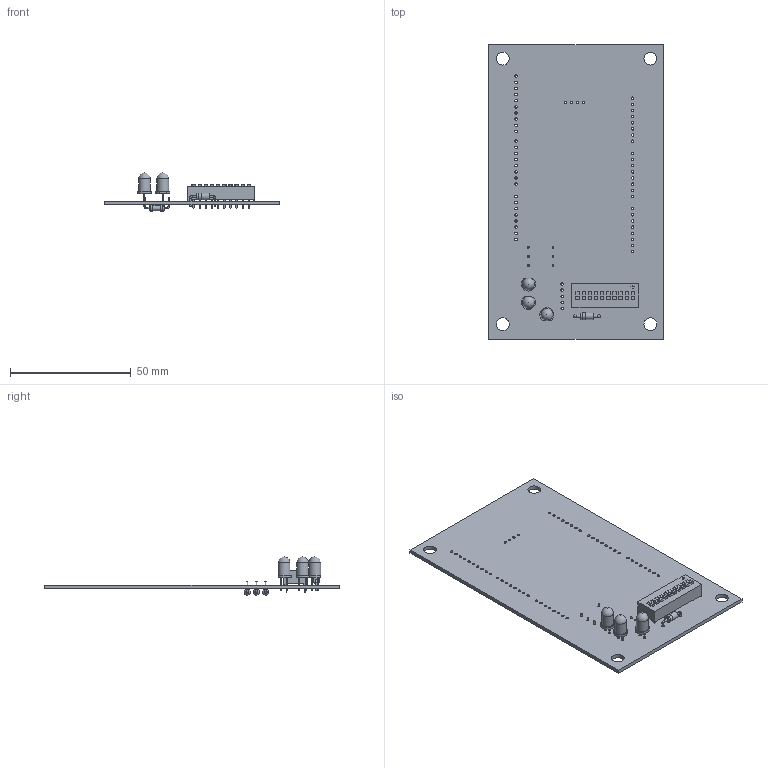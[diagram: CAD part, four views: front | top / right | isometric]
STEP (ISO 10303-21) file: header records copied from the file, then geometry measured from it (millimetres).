
FILE_DESCRIPTION(('KiCad electronic assembly'),'2;1');
FILE_NAME('sumitomo_node_v2.step','2024-03-18T20:16:35',('Pcbnew'),( 'Kicad'),'Open CASCADE STEP processor 7.7','KiCad to STEP converter' ,'Unknown');
FILE_SCHEMA(('AUTOMOTIVE_DESIGN { 1 0 10303 214 1 1 1 1 }'));
Length unit declared in the file: millimetre
Products named in the file (10): sumitomo_node_v2 1; D_DO-41_SOD81_P10.16mm_Horizontal; LED_D5.0mm; SW_DIP_SPSTx10_Slide_9.78x27.58mm_W7.62mm_P2.54mm; SW_DIP_SPSTx10_Slide_978x2758mm_W762mm_P254mm; R_Axial_DIN0207_L6.3mm_D2.5mm_P10.16mm_Horizontal; R_Axial_DIN0207_L63mm_D25mm_P1016mm_Horizontal; sumitomo_node_v2_PCB
Assembly tree (13 placements, depth 3):
  sumitomo_node_v2 1
    D_DO-41_SOD81_P10.16mm_Horizontal
      D_DO-41_SOD81_P10.16mm_Horizontal
    LED_D5.0mm  x3
      LED_D5.0mm
    SW_DIP_SPSTx10_Slide_9.78x27.58mm_W7.62mm_P2.54mm
      SW_DIP_SPSTx10_Slide_978x2758mm_W762mm_P254mm
    R_Axial_DIN0207_L6.3mm_D2.5mm_P10.16mm_Horizontal  x3
      R_Axial_DIN0207_L63mm_D25mm_P1016mm_Horizontal
    sumitomo_node_v2_PCB
Bounding box: 72.39 x 121.92 x 15.8 mm (x, y, z)
Volume: 15943 mm3; surface area: 20540 mm2
Topology: 9 solids, 9 shells, 526 faces, 1307 edges, 852 vertices
Faces by surface type: plane 358, cylinder 151, torus 14, sphere 3
Full cylindrical faces by diameter (mm): 0.6 x12, 0.8 x30, 0.9 x6, 1.02 x59, 1.1 x2, 2.25 x3, 2.5 x6, 2.7 x2, 2.72 x1, 4.9 x3, 5.3 x4
Entity records: 16987 total; most frequent: CARTESIAN_POINT 2430, DIRECTION 2405, ORIENTED_EDGE 2364, EDGE_CURVE 1182, LINE 907, VECTOR 907, VERTEX_POINT 774, AXIS2_PLACEMENT_3D 749
